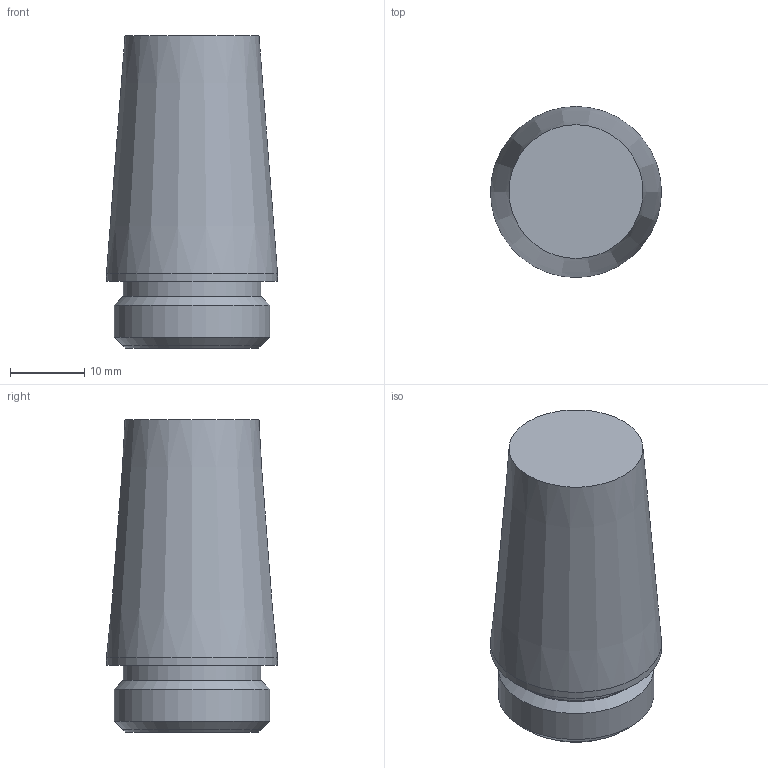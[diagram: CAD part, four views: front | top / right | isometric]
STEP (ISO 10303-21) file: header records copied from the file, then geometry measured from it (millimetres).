
FILE_DESCRIPTION(('Bauteilbeschreibung','HiCAD-Model','HiCAD-STEP-TRANSLATION','Bauteilbeschreibung'),'2;1');
FILE_NAME('303015_SC_12.STP','2013-07-22T16:37:06+00:00',('Konstrukteur'),('Konstrukteur Firma GmbH'),' HiCAD neXt 2008, Step 3.1.1401.2J ','HiCAD neXt 2008','confidential');
FILE_SCHEMA(('AUTOMOTIVE_DESIGN { 1 2 10303 214 0 1 1 1 }'));
Length unit declared in the file: millimetre
Products named in the file (5): A03015_SC_12; FILTER; A03015; A030150; G 1_2
Assembly tree (4 placements, depth 3):
  A03015_SC_12
    FILTER
    A03015
    A030150
      G 1_2
Bounding box: 23 x 23 x 42 mm (x, y, z)
Volume: 7916.9 mm3; surface area: 6680.6 mm2
Topology: 3 solids, 3 shells, 23 faces, 40 edges, 25 vertices
Faces by surface type: plane 8, cylinder 8, cone 7
Full cylindrical faces by diameter (mm): 15.5 x1, 18.5 x1, 18.631 x2, 19 x2, 20.955 x1, 23 x1
Entity records: 700 total; most frequent: DIRECTION 106, CARTESIAN_POINT 75, AXIS2_PLACEMENT_3D 53, EDGE_LOOP 44, ORIENTED_EDGE 44, COLOUR_RGB 25, PRESENTATION_STYLE_ASSIGNMENT 25, ADVANCED_FACE 23
